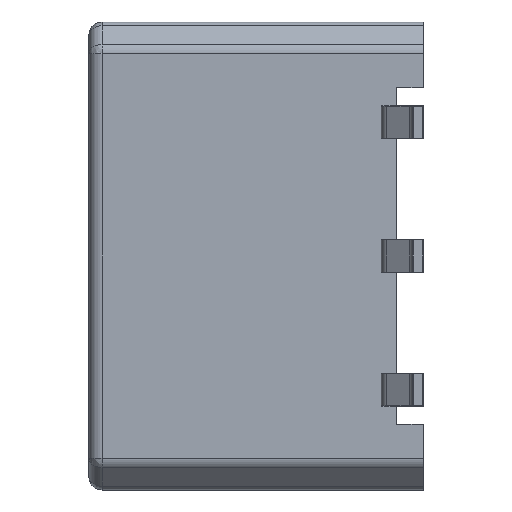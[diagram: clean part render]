
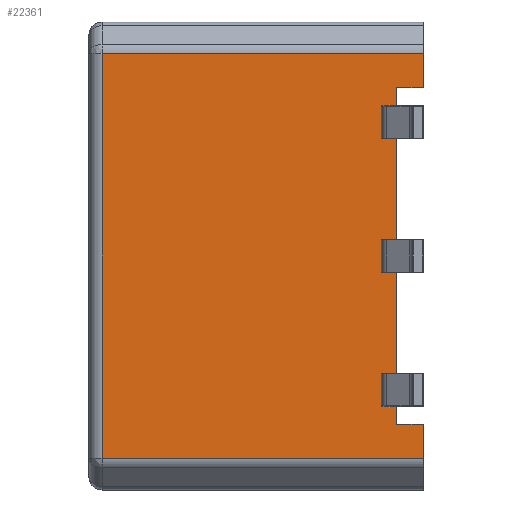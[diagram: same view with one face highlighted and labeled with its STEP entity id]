
A CAD part, left-side view. The second image highlights one B-rep face of the part: STEP entity #22361.
In plain terms, the highlighted face is planar.
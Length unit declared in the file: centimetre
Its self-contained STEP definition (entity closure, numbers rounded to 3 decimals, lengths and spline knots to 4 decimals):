
#872 = VERTEX_POINT ( 'NONE', #2811 ) ;
#1341 = LINE ( 'NONE', #23936, #23285 ) ;
#1479 = CARTESIAN_POINT ( 'NONE',  ( 0.476, 0., 0.32 ) ) ;
#2811 = CARTESIAN_POINT ( 'NONE',  ( 0.476, 0.05, 0.32 ) ) ;
#2968 = VECTOR ( 'NONE', #14518, 100. ) ;
#3713 = ORIENTED_EDGE ( 'NONE', *, *, #24177, .T. ) ;
#4304 = EDGE_CURVE ( 'NONE', #14705, #21961, #22549, .T. ) ;
#4861 = EDGE_CURVE ( 'NONE', #8875, #8639, #7921, .T. ) ;
#4884 = CARTESIAN_POINT ( 'NONE',  ( 0.476, 0., 0.3841 ) ) ;
#5810 = CARTESIAN_POINT ( 'NONE',  ( 0.476, 0.61, 0.3841 ) ) ;
#6981 = DIRECTION ( 'NONE',  ( 0., 1., 0. ) ) ;
#6990 = DIRECTION ( 'NONE',  ( 0., 1., 0. ) ) ;
#7104 = EDGE_CURVE ( 'NONE', #8639, #19786, #21660, .T. ) ;
#7169 = CARTESIAN_POINT ( 'NONE',  ( 0.476, 0.3175, -0.4445 ) ) ;
#7503 = EDGE_CURVE ( 'NONE', #19640, #872, #1341, .T. ) ;
#7809 = ORIENTED_EDGE ( 'NONE', *, *, #8217, .T. ) ;
#7865 = EDGE_CURVE ( 'NONE', #22242, #19640, #22927, .T. ) ;
#7921 = LINE ( 'NONE', #14405, #13860 ) ;
#8031 = CARTESIAN_POINT ( 'NONE',  ( 0.476, 0.3175, 0.3841 ) ) ;
#8217 = EDGE_CURVE ( 'NONE', #872, #8875, #10965, .T. ) ;
#8447 = ORIENTED_EDGE ( 'NONE', *, *, #7503, .T. ) ;
#8562 = CARTESIAN_POINT ( 'NONE',  ( 0.476, 0., -0.3841 ) ) ;
#8639 = VERTEX_POINT ( 'NONE', #14299 ) ;
#8875 = VERTEX_POINT ( 'NONE', #12787 ) ;
#8974 = DIRECTION ( 'NONE',  ( 1., 0., 0. ) ) ;
#9818 = AXIS2_PLACEMENT_3D ( 'NONE', #7169, #8974, #6990 ) ;
#10032 = CARTESIAN_POINT ( 'NONE',  ( 0.476, 0., -0.4445 ) ) ;
#10417 = DIRECTION ( 'NONE',  ( 0., -1., 0. ) ) ;
#10473 = CARTESIAN_POINT ( 'NONE',  ( 0.476, 0.61, -0.3841 ) ) ;
#10965 = LINE ( 'NONE', #14315, #18871 ) ;
#12723 = ORIENTED_EDGE ( 'NONE', *, *, #22057, .T. ) ;
#12787 = CARTESIAN_POINT ( 'NONE',  ( 0.476, 0.05, -0.32 ) ) ;
#13161 = DIRECTION ( 'NONE',  ( 0., 1., 0. ) ) ;
#13319 = FACE_OUTER_BOUND ( 'NONE', #21878, .T. ) ;
#13860 = VECTOR ( 'NONE', #10417, 100. ) ;
#14299 = CARTESIAN_POINT ( 'NONE',  ( 0.476, 0., -0.32 ) ) ;
#14315 = CARTESIAN_POINT ( 'NONE',  ( 0.476, 0.05, 0. ) ) ;
#14405 = CARTESIAN_POINT ( 'NONE',  ( 0.476, 0., -0.32 ) ) ;
#14518 = DIRECTION ( 'NONE',  ( 0., -1., 0. ) ) ;
#14705 = VERTEX_POINT ( 'NONE', #10473 ) ;
#14910 = ORIENTED_EDGE ( 'NONE', *, *, #7104, .T. ) ;
#15167 = CARTESIAN_POINT ( 'NONE',  ( 0.476, 0.61, -0.4445 ) ) ;
#15888 = LINE ( 'NONE', #8031, #2968 ) ;
#17295 = VECTOR ( 'NONE', #27035, 100. ) ;
#17515 = CARTESIAN_POINT ( 'NONE',  ( 0.476, 0.3175, -0.3841 ) ) ;
#17827 = DIRECTION ( 'NONE',  ( 0., 0., -1. ) ) ;
#18519 = ORIENTED_EDGE ( 'NONE', *, *, #4861, .T. ) ;
#18871 = VECTOR ( 'NONE', #22816, 100. ) ;
#19640 = VERTEX_POINT ( 'NONE', #1479 ) ;
#19661 = PLANE ( 'NONE',  #9818 ) ;
#19786 = VERTEX_POINT ( 'NONE', #8562 ) ;
#19890 = VECTOR ( 'NONE', #13161, 100. ) ;
#20123 = CARTESIAN_POINT ( 'NONE',  ( 0.476, 0., -0.4445 ) ) ;
#21660 = LINE ( 'NONE', #20123, #23666 ) ;
#21878 = EDGE_LOOP ( 'NONE', ( #18519, #14910, #3713, #27082, #12723, #26874, #8447, #7809 ) ) ;
#21961 = VERTEX_POINT ( 'NONE', #5810 ) ;
#22057 = EDGE_CURVE ( 'NONE', #21961, #22242, #15888, .T. ) ;
#22242 = VERTEX_POINT ( 'NONE', #4884 ) ;
#22361 = ADVANCED_FACE ( 'NONE', ( #13319 ), #19661, .T. ) ;
#22549 = LINE ( 'NONE', #15167, #26851 ) ;
#22816 = DIRECTION ( 'NONE',  ( 0., 0., -1. ) ) ;
#22927 = LINE ( 'NONE', #10032, #17295 ) ;
#23285 = VECTOR ( 'NONE', #6981, 100. ) ;
#23666 = VECTOR ( 'NONE', #17827, 100. ) ;
#23936 = CARTESIAN_POINT ( 'NONE',  ( 0.476, 0., 0.32 ) ) ;
#24177 = EDGE_CURVE ( 'NONE', #19786, #14705, #26857, .T. ) ;
#26064 = DIRECTION ( 'NONE',  ( 0., 0., 1. ) ) ;
#26851 = VECTOR ( 'NONE', #26064, 100. ) ;
#26857 = LINE ( 'NONE', #17515, #19890 ) ;
#26874 = ORIENTED_EDGE ( 'NONE', *, *, #7865, .T. ) ;
#27035 = DIRECTION ( 'NONE',  ( 0., 0., -1. ) ) ;
#27082 = ORIENTED_EDGE ( 'NONE', *, *, #4304, .T. ) ;
